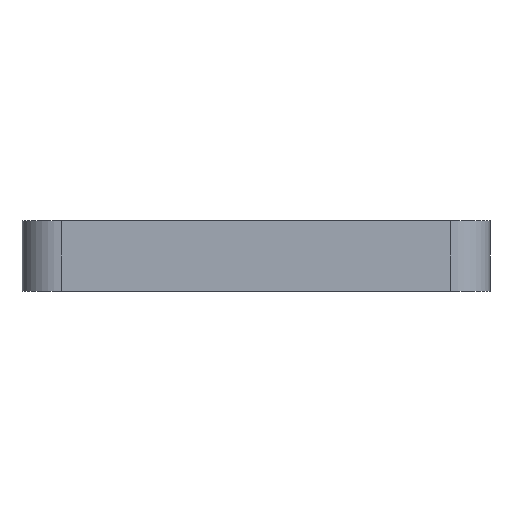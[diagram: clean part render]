
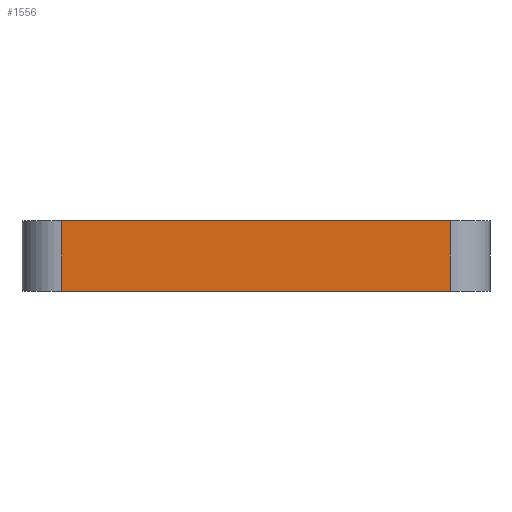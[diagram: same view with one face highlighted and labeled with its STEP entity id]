
A CAD part, front view. The second image highlights one B-rep face of the part: STEP entity #1556.
In plain terms, the highlighted planar face has unit normal (0, -1, 0).
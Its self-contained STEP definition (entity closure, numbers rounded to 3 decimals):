
#38 = EDGE_CURVE ( 'NONE', #431, #828, #305, .T. ) ;
#103 = FACE_OUTER_BOUND ( 'NONE', #873, .T. ) ;
#175 = CARTESIAN_POINT ( 'NONE',  ( 12., -17., 3.6 ) ) ;
#182 = LINE ( 'NONE', #238, #1430 ) ;
#238 = CARTESIAN_POINT ( 'NONE',  ( 12., -17., 3.6 ) ) ;
#245 = AXIS2_PLACEMENT_3D ( 'NONE', #175, #1388, #659 ) ;
#255 = CARTESIAN_POINT ( 'NONE',  ( 10., -17., 0. ) ) ;
#282 = CARTESIAN_POINT ( 'NONE',  ( -10., -17., 3.6 ) ) ;
#305 = LINE ( 'NONE', #282, #1279 ) ;
#402 = DIRECTION ( 'NONE',  ( 0., 0., -1. ) ) ;
#431 = VERTEX_POINT ( 'NONE', #717 ) ;
#457 = VECTOR ( 'NONE', #471, 1000. ) ;
#471 = DIRECTION ( 'NONE',  ( 0., 0., 1. ) ) ;
#477 = CARTESIAN_POINT ( 'NONE',  ( 10., -17., 3.6 ) ) ;
#498 = LINE ( 'NONE', #477, #457 ) ;
#533 = LINE ( 'NONE', #594, #818 ) ;
#594 = CARTESIAN_POINT ( 'NONE',  ( 12., -17., 0. ) ) ;
#659 = DIRECTION ( 'NONE',  ( -1., 0., 0. ) ) ;
#675 = ORIENTED_EDGE ( 'NONE', *, *, #38, .T. ) ;
#717 = CARTESIAN_POINT ( 'NONE',  ( -10., -17., 3.6 ) ) ;
#726 = DIRECTION ( 'NONE',  ( 1., 0., 0. ) ) ;
#818 = VECTOR ( 'NONE', #726, 1000. ) ;
#828 = VERTEX_POINT ( 'NONE', #902 ) ;
#873 = EDGE_LOOP ( 'NONE', ( #1391, #1264, #1151, #675 ) ) ;
#902 = CARTESIAN_POINT ( 'NONE',  ( -10., -17., 0. ) ) ;
#1098 = VERTEX_POINT ( 'NONE', #1445 ) ;
#1114 = EDGE_CURVE ( 'NONE', #431, #1098, #182, .T. ) ;
#1116 = EDGE_CURVE ( 'NONE', #828, #1199, #533, .T. ) ;
#1125 = EDGE_CURVE ( 'NONE', #1199, #1098, #498, .T. ) ;
#1148 = PLANE ( 'NONE',  #245 ) ;
#1151 = ORIENTED_EDGE ( 'NONE', *, *, #1114, .F. ) ;
#1199 = VERTEX_POINT ( 'NONE', #255 ) ;
#1264 = ORIENTED_EDGE ( 'NONE', *, *, #1125, .T. ) ;
#1279 = VECTOR ( 'NONE', #402, 1000. ) ;
#1332 = DIRECTION ( 'NONE',  ( 1., 0., 0. ) ) ;
#1388 = DIRECTION ( 'NONE',  ( 0., 1., 0. ) ) ;
#1391 = ORIENTED_EDGE ( 'NONE', *, *, #1116, .T. ) ;
#1430 = VECTOR ( 'NONE', #1332, 1000. ) ;
#1445 = CARTESIAN_POINT ( 'NONE',  ( 10., -17., 3.6 ) ) ;
#1556 = ADVANCED_FACE ( 'NONE', ( #103 ), #1148, .F. ) ;
